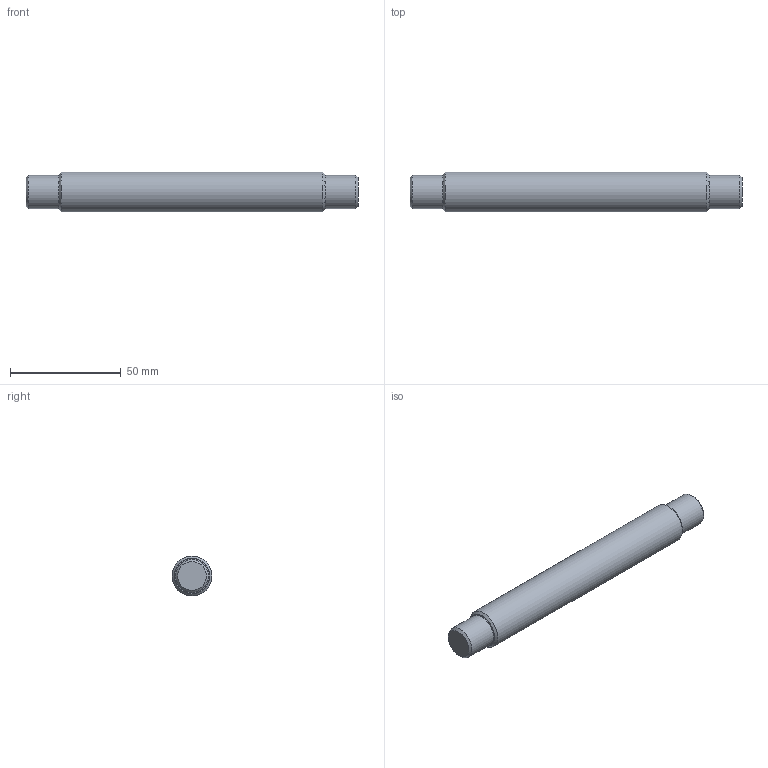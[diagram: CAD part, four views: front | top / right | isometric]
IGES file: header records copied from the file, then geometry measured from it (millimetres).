
Global section: file name: 944511.stp.ipt; native system: Autodesk Inventor 2014; preprocessor: unknown; author: zeman; date: 20151020.100445; units: millimetre
Bounding box: 150 x 18 x 18 mm (x, y, z)
Volume: 35739 mm3; surface area: 8573.8 mm2
Topology: 1 solids, 1 shells, 13 faces, 25 edges, 16 vertices
Faces by surface type: plane 4, cone 4, cylinder 3, revolution 2
Full cylindrical faces by diameter (mm): 15 x2, 18 x1
